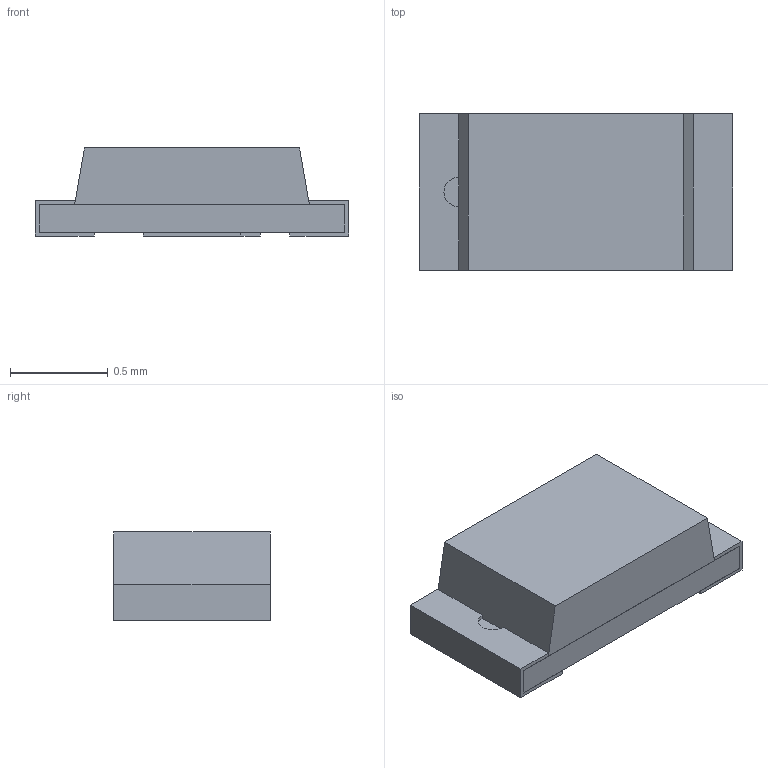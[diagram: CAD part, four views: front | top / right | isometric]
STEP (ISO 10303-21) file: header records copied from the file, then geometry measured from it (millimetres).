
FILE_DESCRIPTION(/* description */ ('Unknown'),/* implementation_level */ '2;1');
FILE_NAME(/* name */ '158060270',/* time_stamp */ '2023-02-23T10:57:55+01:00',/* author */ ('Unknown'),/* organization */ ('Unknown'),/* preprocessor_version */ 'ST-DEVELOPER v16.7',/* originating_system */ 'Solid Edge',/* authorisation */ 'Unknown');
FILE_SCHEMA (('AUTOMOTIVE_DESIGN {1 0 10303 214 3 1 1}'));
Length unit declared in the file: millimetre
Products named in the file (5): 158060270; PCB; Contacts; Polarity Mark; Resin
Assembly tree (4 placements, depth 2):
  158060270
    PCB
    Contacts
    Polarity Mark
    Resin
Bounding box: 1.6 x 0.8 x 0.45 mm (x, y, z)
Volume: 0.5 mm3; surface area: 9 mm2
Topology: 5 solids, 5 shells, 44 faces, 102 edges, 68 vertices
Faces by surface type: plane 43, cylinder 1
Entity records: 1365 total; most frequent: CARTESIAN_POINT 219, ORIENTED_EDGE 204, DIRECTION 202, EDGE_CURVE 102, LINE 100, VECTOR 100, VERTEX_POINT 68, AXIS2_PLACEMENT_3D 51
